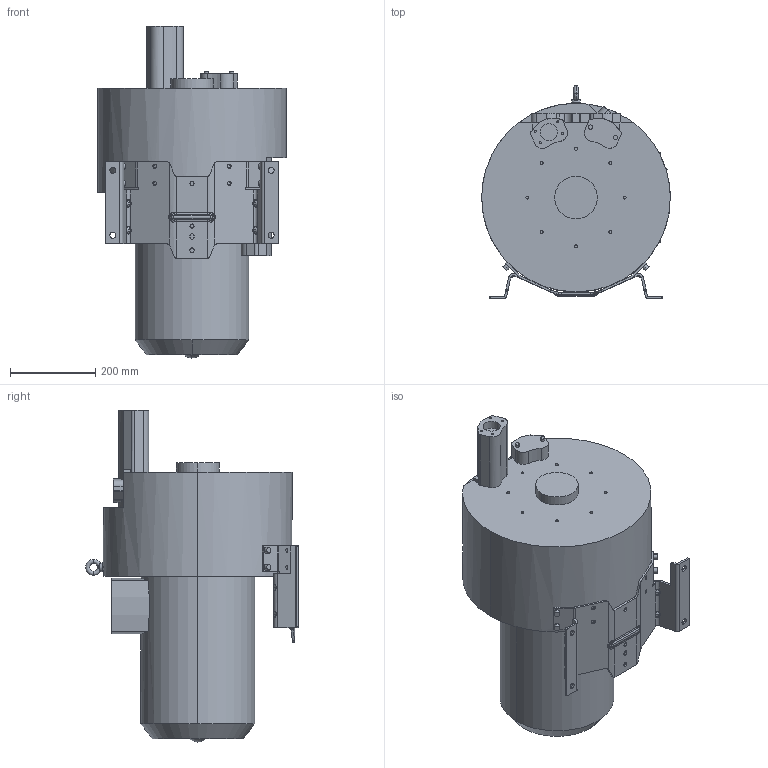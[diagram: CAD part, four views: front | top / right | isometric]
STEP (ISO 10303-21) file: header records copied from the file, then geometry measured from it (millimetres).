
FILE_DESCRIPTION (( 'STEP AP203' ), '1' );
FILE_NAME ('4RB630-0AQ67-1.STEP', '2025-05-15T08:31:04', ( '' ), ( '' ), 'SwSTEP 2.0', 'SolidWorks 2025', '' );
FILE_SCHEMA (( 'CONFIG_CONTROL_DESIGN' ));
Length unit declared in the file: millimetre
Products named in the file (1): 4RB630-0AQ67-1
Bounding box: 442 x 498.78 x 777.83 mm (x, y, z)
Volume: 60484555.5 mm3; surface area: 1334938.1 mm2
Topology: 1 solids, 1 shells, 678 faces, 1798 edges, 1162 vertices
Faces by surface type: cylinder 330, plane 231, bspline 86, torus 18, cone 7, sphere 6
Entity records: 31865 total; most frequent: CARTESIAN_POINT 16142, ORIENTED_EDGE 3596, DIRECTION 2823, EDGE_CURVE 1798, VERTEX_POINT 1162, AXIS2_PLACEMENT_3D 1079, EDGE_LOOP 742, FACE_OUTER_BOUND 678
